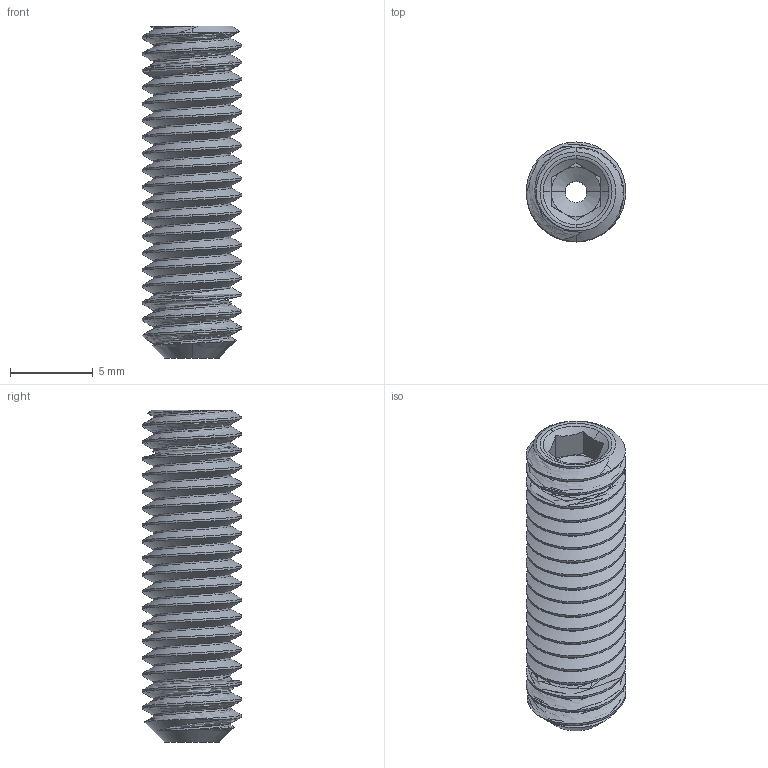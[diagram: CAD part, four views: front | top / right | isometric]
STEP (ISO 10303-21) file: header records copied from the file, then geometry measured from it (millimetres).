
FILE_DESCRIPTION (( 'STEP AP214' ), '1' );
FILE_NAME ('SS6MS20V-E0W.STEP', '2019-09-12T14:31:55', ( '' ), ( '' ), 'SwSTEP 2.0', 'SolidWorks 2018', '' );
FILE_SCHEMA (( 'AUTOMOTIVE_DESIGN' ));
Length unit declared in the file: inch
Products named in the file (1): SS6MS20V-E0W
Bounding box: 5.99 x 6 x 20 mm (x, y, z)
Volume: 400.4 mm3; surface area: 690.4 mm2
Topology: 1 solids, 1 shells, 69 faces, 191 edges, 123 vertices
Faces by surface type: cylinder 40, plane 13, cone 11, bspline 3, torus 2
Entity records: 3663 total; most frequent: CARTESIAN_POINT 2361, ORIENTED_EDGE 382, EDGE_CURVE 191, VERTEX_POINT 123, MECHANICAL_DESIGN_GEOMETRIC_PRESENTATION_REPRESENTATION 71, STYLED_ITEM 71, PRESENTATION_LAYER_ASSIGNMENT 71, EDGE_LOOP 70
